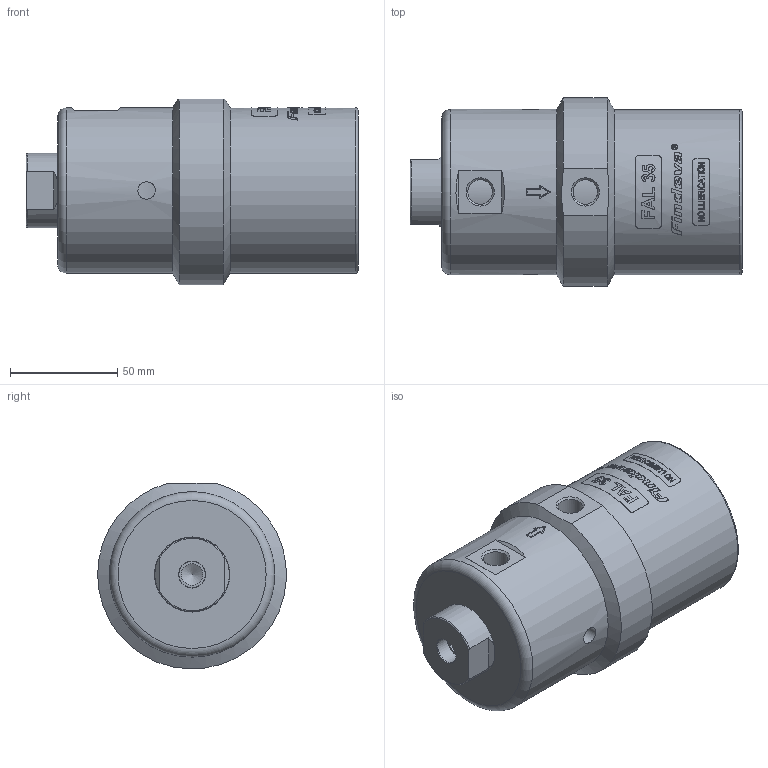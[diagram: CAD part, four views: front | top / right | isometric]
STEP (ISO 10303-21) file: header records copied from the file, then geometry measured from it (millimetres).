
FILE_DESCRIPTION((''),'2;1');
FILE_NAME('9735-00-M.stp','2012-04-02T23:26:11',('Petr'),(''),'Autodesk Inventor 2011','Autodesk Inventor 2011','');
FILE_SCHEMA(('CONFIG_CONTROL_DESIGN'));
Length unit declared in the file: millimetre
Products named in the file (1): 9735-00-M
Bounding box: 154.7 x 87.94 x 86.58 mm (x, y, z)
Volume: 686411.9 mm3; surface area: 50407.4 mm2
Topology: 1 solids, 1 shells, 436 faces, 1142 edges, 759 vertices
Faces by surface type: bspline 181, plane 170, cylinder 69, cone 12, torus 4
Full cylindrical faces by diameter (mm): 7.2 x2, 8.1 x2, 10.106 x1, 11.445 x2, 12.3 x1, 13.835 x1, 34.7 x1, 35 x1, 77 x2
Entity records: 50287 total; most frequent: CARTESIAN_POINT 40978, ORIENTED_EDGE 2202, DIRECTION 1254, EDGE_CURVE 1101, VERTEX_POINT 746, B_SPLINE_CURVE_WITH_KNOTS 519, EDGE_LOOP 515, FACE_OUTER_BOUND 436
